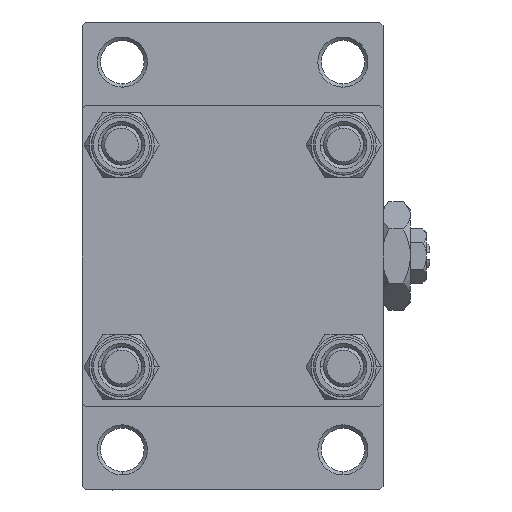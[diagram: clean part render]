
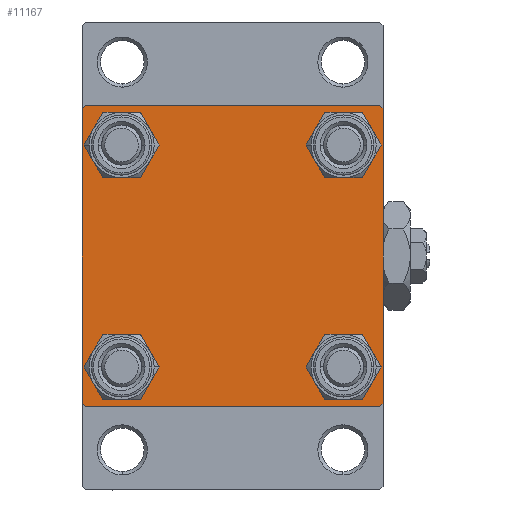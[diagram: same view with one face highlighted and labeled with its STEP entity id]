
A CAD part, left-side view. The second image highlights one B-rep face of the part: STEP entity #11167.
In plain terms, the highlighted planar face has unit normal (-1, 0, 0).
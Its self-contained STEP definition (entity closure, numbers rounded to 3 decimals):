
#92 = AXIS2_PLACEMENT_3D ( 'NONE', #32630, #13999, #13508 ) ;
#323 = DIRECTION ( 'NONE',  ( 0., 0., 1. ) ) ;
#986 = DIRECTION ( 'NONE',  ( 0., 0.707, -0.707 ) ) ;
#1055 = VECTOR ( 'NONE', #25588, 1000. ) ;
#2031 = LINE ( 'NONE', #25346, #1055 ) ;
#2296 = EDGE_CURVE ( 'NONE', #48622, #15823, #21337, .T. ) ;
#2468 = DIRECTION ( 'NONE',  ( 0., -1., 0. ) ) ;
#2703 = CARTESIAN_POINT ( 'NONE',  ( 0., 22.5, -22.5 ) ) ;
#2766 = VERTEX_POINT ( 'NONE', #10219 ) ;
#3292 = EDGE_CURVE ( 'NONE', #35084, #29899, #4188, .T. ) ;
#3370 = DIRECTION ( 'NONE',  ( 0., -0.707, 0.707 ) ) ;
#3388 = ORIENTED_EDGE ( 'NONE', *, *, #34557, .F. ) ;
#4188 = LINE ( 'NONE', #38671, #17913 ) ;
#4862 = EDGE_CURVE ( 'NONE', #18496, #35084, #42929, .T. ) ;
#4866 = AXIS2_PLACEMENT_3D ( 'NONE', #19206, #34336, #323 ) ;
#5017 = VECTOR ( 'NONE', #29325, 1000. ) ;
#5361 = VECTOR ( 'NONE', #3370, 1000. ) ;
#5543 = EDGE_CURVE ( 'NONE', #45754, #29583, #47937, .T. ) ;
#5582 = EDGE_CURVE ( 'NONE', #29899, #48622, #2031, .T. ) ;
#6179 = AXIS2_PLACEMENT_3D ( 'NONE', #24897, #44003, #17699 ) ;
#6506 = ORIENTED_EDGE ( 'NONE', *, *, #37294, .T. ) ;
#6859 = AXIS2_PLACEMENT_3D ( 'NONE', #39716, #46430, #20868 ) ;
#7746 = ORIENTED_EDGE ( 'NONE', *, *, #12645, .T. ) ;
#8205 = CARTESIAN_POINT ( 'NONE',  ( 0., 22.25, 22.25 ) ) ;
#8216 = ORIENTED_EDGE ( 'NONE', *, *, #24864, .T. ) ;
#8948 = VECTOR ( 'NONE', #986, 1000. ) ;
#9513 = AXIS2_PLACEMENT_3D ( 'NONE', #17111, #9656, #24796 ) ;
#9539 = DIRECTION ( 'NONE',  ( 1., 0., 0. ) ) ;
#9656 = DIRECTION ( 'NONE',  ( 1., 0., 0. ) ) ;
#10219 = CARTESIAN_POINT ( 'NONE',  ( 0., -16.6, 13.1 ) ) ;
#10560 = LINE ( 'NONE', #40356, #5361 ) ;
#11167 = ADVANCED_FACE ( 'NONE', ( #20012, #15799, #46546, #20256, #12549 ), #16521, .T. ) ;
#12174 = DIRECTION ( 'NONE',  ( 0., -1., 0. ) ) ;
#12549 = FACE_OUTER_BOUND ( 'NONE', #32137, .T. ) ;
#12645 = EDGE_CURVE ( 'NONE', #14974, #17043, #31423, .T. ) ;
#12798 = ORIENTED_EDGE ( 'NONE', *, *, #37297, .T. ) ;
#13051 = VECTOR ( 'NONE', #2468, 1000. ) ;
#13372 = CARTESIAN_POINT ( 'NONE',  ( 0., 16.6, 20.1 ) ) ;
#13508 = DIRECTION ( 'NONE',  ( 0., 0., 1. ) ) ;
#13848 = CARTESIAN_POINT ( 'NONE',  ( 0., 16.6, -20.1 ) ) ;
#13999 = DIRECTION ( 'NONE',  ( 1., 0., 0. ) ) ;
#14363 = AXIS2_PLACEMENT_3D ( 'NONE', #35716, #47132, #39197 ) ;
#14423 = CARTESIAN_POINT ( 'NONE',  ( 0., -16.6, 20.1 ) ) ;
#14974 = VERTEX_POINT ( 'NONE', #13848 ) ;
#15793 = CARTESIAN_POINT ( 'NONE',  ( 0., -16.6, -13.1 ) ) ;
#15799 = FACE_BOUND ( 'NONE', #45856, .T. ) ;
#15823 = VERTEX_POINT ( 'NONE', #46687 ) ;
#16521 = PLANE ( 'NONE',  #35310 ) ;
#16894 = ORIENTED_EDGE ( 'NONE', *, *, #5582, .T. ) ;
#17043 = VERTEX_POINT ( 'NONE', #25267 ) ;
#17111 = CARTESIAN_POINT ( 'NONE',  ( 0., -16.6, -16.6 ) ) ;
#17454 = DIRECTION ( 'NONE',  ( 0., 0., 1. ) ) ;
#17487 = DIRECTION ( 'NONE',  ( 0., 0., 1. ) ) ;
#17699 = DIRECTION ( 'NONE',  ( 0., 0., 1. ) ) ;
#17812 = CARTESIAN_POINT ( 'NONE',  ( 0., 22.5, -22. ) ) ;
#17913 = VECTOR ( 'NONE', #27265, 1000. ) ;
#18496 = VERTEX_POINT ( 'NONE', #48038 ) ;
#18721 = CARTESIAN_POINT ( 'NONE',  ( 0., 16.6, 13.1 ) ) ;
#18870 = AXIS2_PLACEMENT_3D ( 'NONE', #31429, #32844, #17454 ) ;
#19014 = CIRCLE ( 'NONE', #46745, 3.5 ) ;
#19206 = CARTESIAN_POINT ( 'NONE',  ( 0., 16.6, 16.6 ) ) ;
#19275 = EDGE_CURVE ( 'NONE', #15823, #25412, #10560, .T. ) ;
#19356 = CARTESIAN_POINT ( 'NONE',  ( 0., -16.6, -20.1 ) ) ;
#20012 = FACE_BOUND ( 'NONE', #33425, .T. ) ;
#20256 = FACE_BOUND ( 'NONE', #39326, .T. ) ;
#20605 = CIRCLE ( 'NONE', #9513, 3.5 ) ;
#20724 = CIRCLE ( 'NONE', #4866, 3.5 ) ;
#20868 = DIRECTION ( 'NONE',  ( 0., 0., 1. ) ) ;
#21190 = LINE ( 'NONE', #40040, #29110 ) ;
#21250 = CIRCLE ( 'NONE', #6179, 3.5 ) ;
#21337 = LINE ( 'NONE', #2703, #13051 ) ;
#21496 = CIRCLE ( 'NONE', #92, 3.5 ) ;
#22490 = EDGE_LOOP ( 'NONE', ( #33670, #7746 ) ) ;
#22990 = VERTEX_POINT ( 'NONE', #13372 ) ;
#23848 = ORIENTED_EDGE ( 'NONE', *, *, #2296, .T. ) ;
#24796 = DIRECTION ( 'NONE',  ( 0., 0., 1. ) ) ;
#24813 = ORIENTED_EDGE ( 'NONE', *, *, #3292, .T. ) ;
#24864 = EDGE_CURVE ( 'NONE', #35013, #47940, #20605, .T. ) ;
#24897 = CARTESIAN_POINT ( 'NONE',  ( 0., -16.6, -16.6 ) ) ;
#25267 = CARTESIAN_POINT ( 'NONE',  ( 0., 16.6, -13.1 ) ) ;
#25346 = CARTESIAN_POINT ( 'NONE',  ( 0., 22.25, -22.25 ) ) ;
#25412 = VERTEX_POINT ( 'NONE', #25900 ) ;
#25479 = EDGE_CURVE ( 'NONE', #18496, #29583, #45928, .T. ) ;
#25588 = DIRECTION ( 'NONE',  ( 0., -0.707, -0.707 ) ) ;
#25870 = DIRECTION ( 'NONE',  ( 0., 0., -1. ) ) ;
#25900 = CARTESIAN_POINT ( 'NONE',  ( 0., -22.5, -22. ) ) ;
#26211 = VECTOR ( 'NONE', #12174, 1000. ) ;
#26955 = EDGE_CURVE ( 'NONE', #17043, #14974, #21496, .T. ) ;
#27265 = DIRECTION ( 'NONE',  ( 0., 0., -1. ) ) ;
#27289 = EDGE_CURVE ( 'NONE', #35282, #22990, #20724, .T. ) ;
#27344 = VERTEX_POINT ( 'NONE', #14423 ) ;
#27562 = EDGE_CURVE ( 'NONE', #2766, #27344, #45298, .T. ) ;
#29110 = VECTOR ( 'NONE', #25870, 1000. ) ;
#29325 = DIRECTION ( 'NONE',  ( 0., 0.707, 0.707 ) ) ;
#29583 = VERTEX_POINT ( 'NONE', #39295 ) ;
#29899 = VERTEX_POINT ( 'NONE', #17812 ) ;
#30320 = ORIENTED_EDGE ( 'NONE', *, *, #5543, .T. ) ;
#31423 = CIRCLE ( 'NONE', #6859, 3.5 ) ;
#31429 = CARTESIAN_POINT ( 'NONE',  ( 0., -16.6, 16.6 ) ) ;
#31530 = ORIENTED_EDGE ( 'NONE', *, *, #4862, .T. ) ;
#32137 = EDGE_LOOP ( 'NONE', ( #24813, #16894, #23848, #36437, #3388, #30320, #42414, #31530 ) ) ;
#32630 = CARTESIAN_POINT ( 'NONE',  ( 0., 16.6, -16.6 ) ) ;
#32682 = CARTESIAN_POINT ( 'NONE',  ( 0., 22., -22.5 ) ) ;
#32844 = DIRECTION ( 'NONE',  ( 1., 0., 0. ) ) ;
#33425 = EDGE_LOOP ( 'NONE', ( #12798, #46141 ) ) ;
#33670 = ORIENTED_EDGE ( 'NONE', *, *, #26955, .T. ) ;
#33923 = CIRCLE ( 'NONE', #18870, 3.5 ) ;
#34336 = DIRECTION ( 'NONE',  ( 1., 0., 0. ) ) ;
#34557 = EDGE_CURVE ( 'NONE', #45754, #25412, #21190, .T. ) ;
#34898 = CARTESIAN_POINT ( 'NONE',  ( 0., 0., 0. ) ) ;
#35013 = VERTEX_POINT ( 'NONE', #15793 ) ;
#35084 = VERTEX_POINT ( 'NONE', #36591 ) ;
#35136 = DIRECTION ( 'NONE',  ( 0., 0., 1. ) ) ;
#35282 = VERTEX_POINT ( 'NONE', #18721 ) ;
#35310 = AXIS2_PLACEMENT_3D ( 'NONE', #34898, #43075, #35136 ) ;
#35486 = CARTESIAN_POINT ( 'NONE',  ( 0., 22.5, 22.5 ) ) ;
#35716 = CARTESIAN_POINT ( 'NONE',  ( 0., -16.6, 16.6 ) ) ;
#36437 = ORIENTED_EDGE ( 'NONE', *, *, #19275, .T. ) ;
#36591 = CARTESIAN_POINT ( 'NONE',  ( 0., 22.5, 22. ) ) ;
#36999 = CARTESIAN_POINT ( 'NONE',  ( 0., -22.25, 22.25 ) ) ;
#37294 = EDGE_CURVE ( 'NONE', #47940, #35013, #21250, .T. ) ;
#37297 = EDGE_CURVE ( 'NONE', #27344, #2766, #33923, .T. ) ;
#38671 = CARTESIAN_POINT ( 'NONE',  ( 0., 22.5, 22.5 ) ) ;
#39197 = DIRECTION ( 'NONE',  ( 0., 0., 1. ) ) ;
#39295 = CARTESIAN_POINT ( 'NONE',  ( 0., -22., 22.5 ) ) ;
#39326 = EDGE_LOOP ( 'NONE', ( #46339, #47648 ) ) ;
#39716 = CARTESIAN_POINT ( 'NONE',  ( 0., 16.6, -16.6 ) ) ;
#40040 = CARTESIAN_POINT ( 'NONE',  ( 0., -22.5, 22.5 ) ) ;
#40356 = CARTESIAN_POINT ( 'NONE',  ( 0., -22.25, -22.25 ) ) ;
#40657 = EDGE_CURVE ( 'NONE', #22990, #35282, #19014, .T. ) ;
#42414 = ORIENTED_EDGE ( 'NONE', *, *, #25479, .F. ) ;
#42929 = LINE ( 'NONE', #8205, #8948 ) ;
#43075 = DIRECTION ( 'NONE',  ( -1., 0., 0. ) ) ;
#43544 = CARTESIAN_POINT ( 'NONE',  ( 0., 16.6, 16.6 ) ) ;
#44003 = DIRECTION ( 'NONE',  ( 1., 0., 0. ) ) ;
#45298 = CIRCLE ( 'NONE', #14363, 3.5 ) ;
#45754 = VERTEX_POINT ( 'NONE', #46238 ) ;
#45856 = EDGE_LOOP ( 'NONE', ( #8216, #6506 ) ) ;
#45928 = LINE ( 'NONE', #35486, #26211 ) ;
#46141 = ORIENTED_EDGE ( 'NONE', *, *, #27562, .T. ) ;
#46238 = CARTESIAN_POINT ( 'NONE',  ( 0., -22.5, 22. ) ) ;
#46339 = ORIENTED_EDGE ( 'NONE', *, *, #40657, .T. ) ;
#46430 = DIRECTION ( 'NONE',  ( 1., 0., 0. ) ) ;
#46546 = FACE_BOUND ( 'NONE', #22490, .T. ) ;
#46687 = CARTESIAN_POINT ( 'NONE',  ( 0., -22., -22.5 ) ) ;
#46745 = AXIS2_PLACEMENT_3D ( 'NONE', #43544, #9539, #17487 ) ;
#47132 = DIRECTION ( 'NONE',  ( 1., 0., 0. ) ) ;
#47648 = ORIENTED_EDGE ( 'NONE', *, *, #27289, .T. ) ;
#47937 = LINE ( 'NONE', #36999, #5017 ) ;
#47940 = VERTEX_POINT ( 'NONE', #19356 ) ;
#48038 = CARTESIAN_POINT ( 'NONE',  ( 0., 22., 22.5 ) ) ;
#48622 = VERTEX_POINT ( 'NONE', #32682 ) ;
